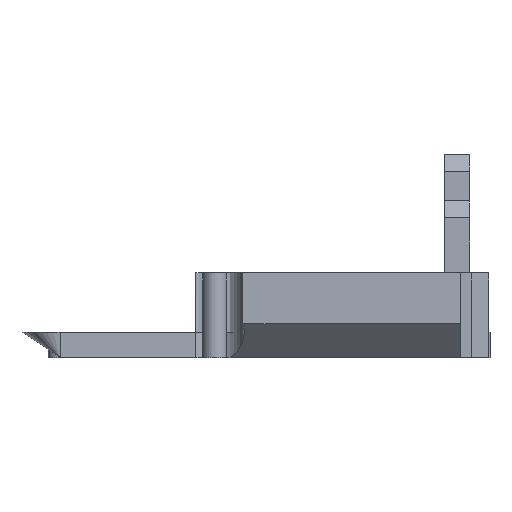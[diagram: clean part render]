
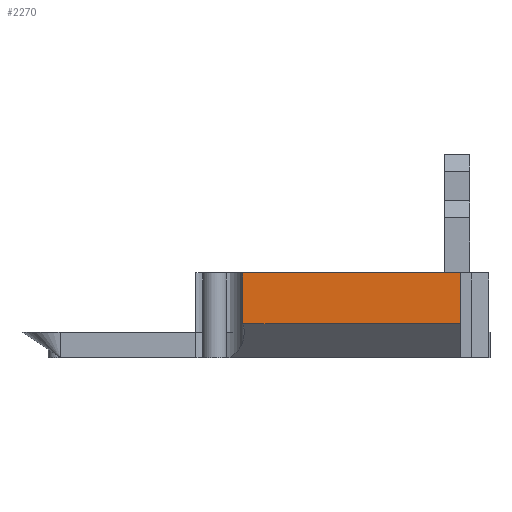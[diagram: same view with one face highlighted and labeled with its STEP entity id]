
A CAD part, front view. The second image highlights one B-rep face of the part: STEP entity #2270.
In plain terms, the highlighted planar face has unit normal (0, -1, 0).
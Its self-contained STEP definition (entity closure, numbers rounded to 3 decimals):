
#258 = CYLINDRICAL_SURFACE('',#259,3.5);
#259 = AXIS2_PLACEMENT_3D('',#260,#261,#262);
#260 = CARTESIAN_POINT('',(-25.15,-17.5,0.));
#261 = DIRECTION('',(0.,0.,-1.));
#262 = DIRECTION('',(0.,1.,0.));
#310 = PLANE('',#311);
#311 = AXIS2_PLACEMENT_3D('',#312,#313,#314);
#312 = CARTESIAN_POINT('',(-21.8,-16.514,2.));
#313 = DIRECTION('',(0.,-0.707,-0.707));
#314 = DIRECTION('',(1.,0.,0.));
#338 = PLANE('',#339);
#339 = AXIS2_PLACEMENT_3D('',#340,#341,#342);
#340 = CARTESIAN_POINT('',(3.89,-18.514,0.));
#341 = DIRECTION('',(1.,0.,0.));
#342 = DIRECTION('',(0.,-1.,0.));
#1203 = PLANE('',#1204);
#1204 = AXIS2_PLACEMENT_3D('',#1205,#1206,#1207);
#1205 = CARTESIAN_POINT('',(-11.442,1.353,10.));
#1206 = DIRECTION('',(0.,0.,1.));
#1207 = DIRECTION('',(-1.,0.,0.));
#1286 = EDGE_CURVE('',#1287,#1289,#1291,.T.);
#1287 = VERTEX_POINT('',#1288);
#1288 = CARTESIAN_POINT('',(-21.8,-18.514,4.));
#1289 = VERTEX_POINT('',#1290);
#1290 = CARTESIAN_POINT('',(-21.8,-18.514,10.));
#1291 = SURFACE_CURVE('',#1292,(#1296,#1303),.PCURVE_S1.);
#1292 = LINE('',#1293,#1294);
#1293 = CARTESIAN_POINT('',(-21.8,-18.514,0.));
#1294 = VECTOR('',#1295,1.);
#1295 = DIRECTION('',(0.,0.,1.));
#1296 = PCURVE('',#258,#1297);
#1297 = DEFINITIONAL_REPRESENTATION('',(#1298),#1302);
#1298 = LINE('',#1299,#1300);
#1299 = CARTESIAN_POINT('',(-4.419,0.));
#1300 = VECTOR('',#1301,1.);
#1301 = DIRECTION('',(-0.,-1.));
#1302 = ( GEOMETRIC_REPRESENTATION_CONTEXT(2) 
PARAMETRIC_REPRESENTATION_CONTEXT() REPRESENTATION_CONTEXT('2D SPACE',''
  ) );
#1303 = PCURVE('',#1304,#1309);
#1304 = PLANE('',#1305);
#1305 = AXIS2_PLACEMENT_3D('',#1306,#1307,#1308);
#1306 = CARTESIAN_POINT('',(-21.8,-18.514,0.));
#1307 = DIRECTION('',(0.,1.,0.));
#1308 = DIRECTION('',(1.,0.,0.));
#1309 = DEFINITIONAL_REPRESENTATION('',(#1310),#1314);
#1310 = LINE('',#1311,#1312);
#1311 = CARTESIAN_POINT('',(0.,0.));
#1312 = VECTOR('',#1313,1.);
#1313 = DIRECTION('',(0.,-1.));
#1314 = ( GEOMETRIC_REPRESENTATION_CONTEXT(2) 
PARAMETRIC_REPRESENTATION_CONTEXT() REPRESENTATION_CONTEXT('2D SPACE',''
  ) );
#1476 = VERTEX_POINT('',#1477);
#1477 = CARTESIAN_POINT('',(3.89,-18.514,4.));
#1498 = EDGE_CURVE('',#1287,#1476,#1499,.T.);
#1499 = SURFACE_CURVE('',#1500,(#1504,#1511),.PCURVE_S1.);
#1500 = LINE('',#1501,#1502);
#1501 = CARTESIAN_POINT('',(-21.8,-18.514,4.));
#1502 = VECTOR('',#1503,1.);
#1503 = DIRECTION('',(1.,0.,0.));
#1504 = PCURVE('',#310,#1505);
#1505 = DEFINITIONAL_REPRESENTATION('',(#1506),#1510);
#1506 = LINE('',#1507,#1508);
#1507 = CARTESIAN_POINT('',(0.,2.828));
#1508 = VECTOR('',#1509,1.);
#1509 = DIRECTION('',(1.,0.));
#1510 = ( GEOMETRIC_REPRESENTATION_CONTEXT(2) 
PARAMETRIC_REPRESENTATION_CONTEXT() REPRESENTATION_CONTEXT('2D SPACE',''
  ) );
#1511 = PCURVE('',#1304,#1512);
#1512 = DEFINITIONAL_REPRESENTATION('',(#1513),#1517);
#1513 = LINE('',#1514,#1515);
#1514 = CARTESIAN_POINT('',(0.,-4.));
#1515 = VECTOR('',#1516,1.);
#1516 = DIRECTION('',(1.,-0.));
#1517 = ( GEOMETRIC_REPRESENTATION_CONTEXT(2) 
PARAMETRIC_REPRESENTATION_CONTEXT() REPRESENTATION_CONTEXT('2D SPACE',''
  ) );
#1569 = EDGE_CURVE('',#1476,#1570,#1572,.T.);
#1570 = VERTEX_POINT('',#1571);
#1571 = CARTESIAN_POINT('',(3.89,-18.514,10.));
#1572 = SURFACE_CURVE('',#1573,(#1577,#1584),.PCURVE_S1.);
#1573 = LINE('',#1574,#1575);
#1574 = CARTESIAN_POINT('',(3.89,-18.514,0.));
#1575 = VECTOR('',#1576,1.);
#1576 = DIRECTION('',(0.,0.,1.));
#1577 = PCURVE('',#338,#1578);
#1578 = DEFINITIONAL_REPRESENTATION('',(#1579),#1583);
#1579 = LINE('',#1580,#1581);
#1580 = CARTESIAN_POINT('',(0.,0.));
#1581 = VECTOR('',#1582,1.);
#1582 = DIRECTION('',(0.,-1.));
#1583 = ( GEOMETRIC_REPRESENTATION_CONTEXT(2) 
PARAMETRIC_REPRESENTATION_CONTEXT() REPRESENTATION_CONTEXT('2D SPACE',''
  ) );
#1584 = PCURVE('',#1304,#1585);
#1585 = DEFINITIONAL_REPRESENTATION('',(#1586),#1590);
#1586 = LINE('',#1587,#1588);
#1587 = CARTESIAN_POINT('',(25.69,0.));
#1588 = VECTOR('',#1589,1.);
#1589 = DIRECTION('',(0.,-1.));
#1590 = ( GEOMETRIC_REPRESENTATION_CONTEXT(2) 
PARAMETRIC_REPRESENTATION_CONTEXT() REPRESENTATION_CONTEXT('2D SPACE',''
  ) );
#2234 = EDGE_CURVE('',#1289,#1570,#2235,.T.);
#2235 = SURFACE_CURVE('',#2236,(#2240,#2247),.PCURVE_S1.);
#2236 = LINE('',#2237,#2238);
#2237 = CARTESIAN_POINT('',(-21.8,-18.514,10.));
#2238 = VECTOR('',#2239,1.);
#2239 = DIRECTION('',(1.,0.,0.));
#2240 = PCURVE('',#1203,#2241);
#2241 = DEFINITIONAL_REPRESENTATION('',(#2242),#2246);
#2242 = LINE('',#2243,#2244);
#2243 = CARTESIAN_POINT('',(10.358,19.866));
#2244 = VECTOR('',#2245,1.);
#2245 = DIRECTION('',(-1.,0.));
#2246 = ( GEOMETRIC_REPRESENTATION_CONTEXT(2) 
PARAMETRIC_REPRESENTATION_CONTEXT() REPRESENTATION_CONTEXT('2D SPACE',''
  ) );
#2247 = PCURVE('',#1304,#2248);
#2248 = DEFINITIONAL_REPRESENTATION('',(#2249),#2253);
#2249 = LINE('',#2250,#2251);
#2250 = CARTESIAN_POINT('',(0.,-10.));
#2251 = VECTOR('',#2252,1.);
#2252 = DIRECTION('',(1.,0.));
#2253 = ( GEOMETRIC_REPRESENTATION_CONTEXT(2) 
PARAMETRIC_REPRESENTATION_CONTEXT() REPRESENTATION_CONTEXT('2D SPACE',''
  ) );
#2270 = ADVANCED_FACE('',(#2271),#1304,.F.);
#2271 = FACE_BOUND('',#2272,.F.);
#2272 = EDGE_LOOP('',(#2273,#2274,#2275,#2276));
#2273 = ORIENTED_EDGE('',*,*,#1286,.T.);
#2274 = ORIENTED_EDGE('',*,*,#2234,.T.);
#2275 = ORIENTED_EDGE('',*,*,#1569,.F.);
#2276 = ORIENTED_EDGE('',*,*,#1498,.F.);
